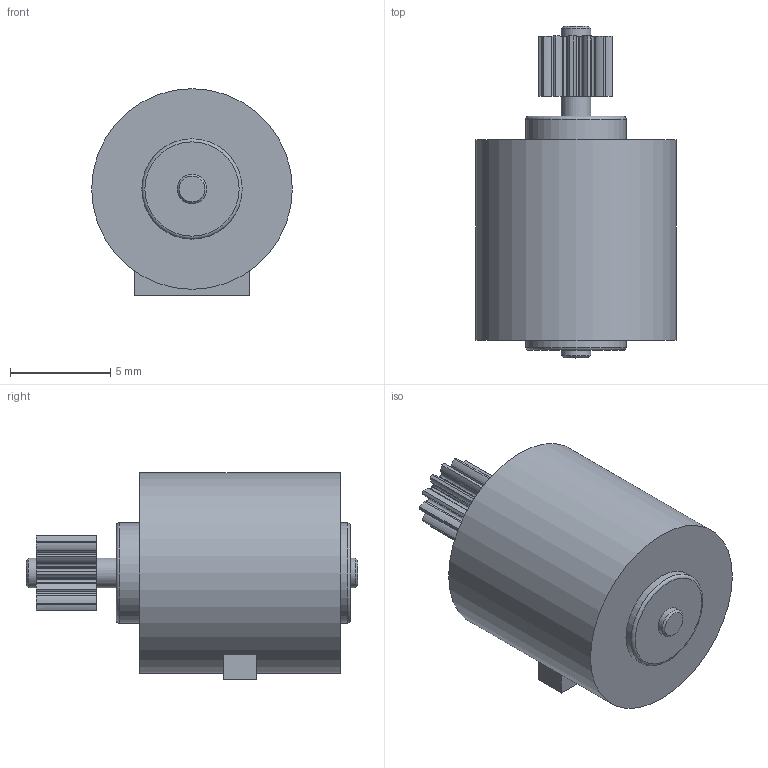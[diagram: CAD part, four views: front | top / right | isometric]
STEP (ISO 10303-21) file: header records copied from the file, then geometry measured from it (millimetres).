
FILE_DESCRIPTION(('FreeCAD Model'),'2;1');
FILE_NAME('Medium_Stepper.step','2019-11-30T20:30:45',( 'Author'),(''),'Open CASCADE STEP processor 7.3','FreeCAD','Unknown' );
FILE_SCHEMA(('AUTOMOTIVE_DESIGN { 1 0 10303 214 1 1 1 1 }'));
Length unit declared in the file: millimetre
Products named in the file (1): Medium_Stepper_v17_cp
Bounding box: 10 x 16.55 x 10.3 mm (x, y, z)
Volume: 895.3 mm3; surface area: 703.8 mm2
Topology: 3 solids, 3 shells, 128 faces, 354 edges, 236 vertices
Faces by surface type: cylinder 58, plane 40, bspline 26, cone 2, torus 2
Full cylindrical faces by diameter (mm): 1.48 x3, 5 x2, 10 x1
Entity records: 12574 total; most frequent: CARTESIAN_POINT 8441, ORIENTED_EDGE 708, DIRECTION 634, EDGE_CURVE 354, VERTEX_POINT 236, AXIS2_PLACEMENT_3D 229, LINE 176, VECTOR 176
